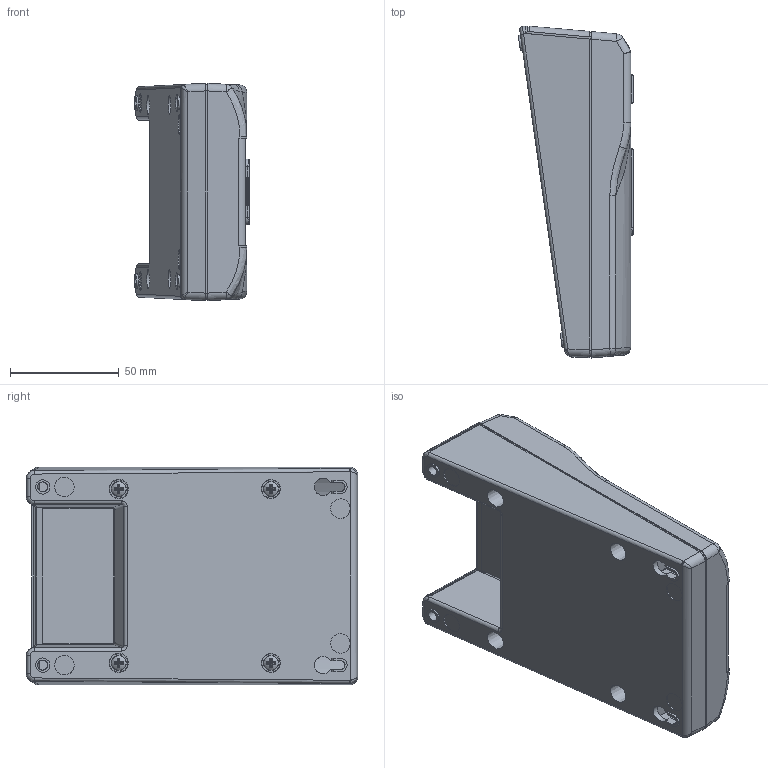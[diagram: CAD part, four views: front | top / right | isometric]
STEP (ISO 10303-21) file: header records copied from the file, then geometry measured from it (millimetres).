
FILE_DESCRIPTION((''),'2;1');
FILE_NAME('34001000_UDS-G-L.stp','2010-03-23T11:39:13',('haertel'),(''),'Autodesk Inventor 2010','Autodesk Inventor 2010','');
FILE_SCHEMA(('AUTOMOTIVE_DESIGN { 1 0 10303 214 1 1 1 1 }'));
Length unit declared in the file: millimetre
Products named in the file (15): UDS-G-L_UDS-G-AC; Bauteil21; Bauteil2; Bauteil3; Bauteil4; Bauteil5; Bauteil14; Bauteil15; Bauteil16; Bauteil17; Bauteil18; Bauteil19; Bauteil20; Bauteil22; SHR Z KA40x14 WN 1412 oG_3Dsym
Assembly tree (17 placements, depth 2):
  UDS-G-L_UDS-G-AC
    Bauteil21
    Bauteil2
    Bauteil3
    Bauteil4
    Bauteil5
    Bauteil14
    Bauteil15
    Bauteil16
    Bauteil17
    Bauteil18
    Bauteil19
    Bauteil20
    Bauteil22
    SHR Z KA40x14 WN 1412 oG_3Dsym  x4
Bounding box: 53.07 x 152.6 x 100.05 mm (x, y, z)
Volume: 142139.4 mm3; surface area: 130277.4 mm2
Topology: 17 solids, 17 shells, 2084 faces, 5330 edges, 3314 vertices
Faces by surface type: plane 1038, cylinder 618, bspline 203, torus 146, cone 44, sphere 35
Full cylindrical faces by diameter (mm): 2 x18, 2.5 x4, 2.6 x16, 2.952 x1, 3 x2, 3.162 x1, 3.2 x4, 3.348 x1, 4 x8, 4.4 x12, 4.6 x2, 5 x12, 5.1 x3, 6.6 x2, 7 x4, 7.2 x4, 9 x4
Entity records: 64600 total; most frequent: CARTESIAN_POINT 16800, DIRECTION 10036, ORIENTED_EDGE 9690, EDGE_CURVE 4845, AXIS2_PLACEMENT_3D 3548, VERTEX_POINT 3113, VECTOR 2940, LINE 2940
